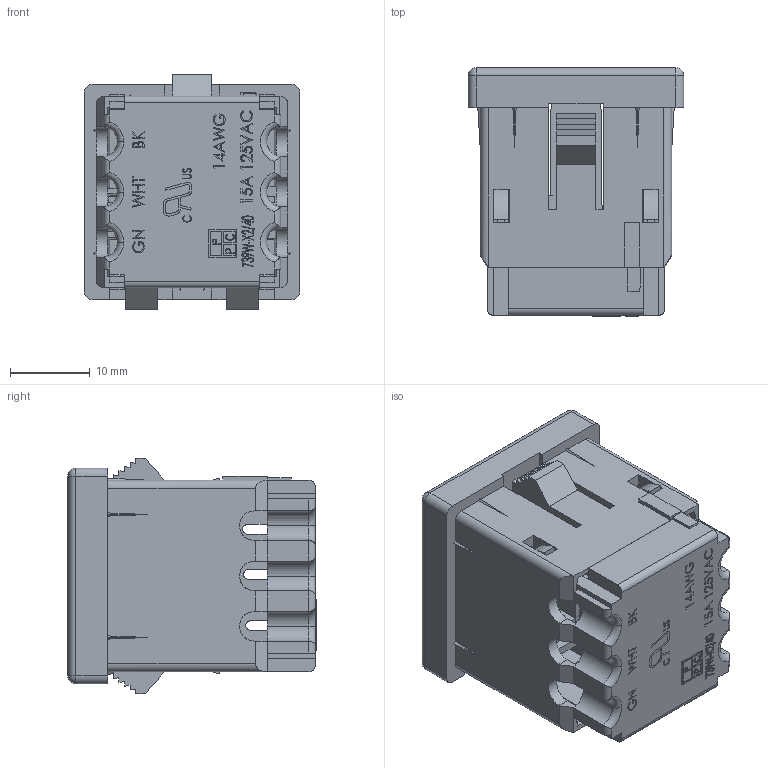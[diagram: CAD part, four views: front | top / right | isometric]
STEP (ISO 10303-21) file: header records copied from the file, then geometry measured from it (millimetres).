
FILE_DESCRIPTION (( 'STEP AP214' ), '1' );
FILE_NAME ('739W.STEP', '2014-12-04T06:05:05', ( '' ), ( '' ), 'SwSTEP 2.0', 'SolidWorks 2010', '' );
FILE_SCHEMA (( 'AUTOMOTIVE_DESIGN' ));
Length unit declared in the file: millimetre
Products named in the file (1): 739W
Bounding box: 27 x 31.1 x 29.5 mm (x, y, z)
Surface area: 9674 mm2 (no closed solid volume)
Topology: 0 solids, 33 shells, 515 faces, 2359 edges, 1839 vertices
Faces by surface type: plane 391, bspline 60, cylinder 49, torus 11, sphere 4
Entity records: 37004 total; most frequent: CARTESIAN_POINT 13580, ORIENTED_EDGE 3548, DIRECTION 3010, EDGE_CURVE 2355, VERTEX_POINT 1839, VECTOR 1832, LINE 1832, AXIS2_PLACEMENT_3D 589
